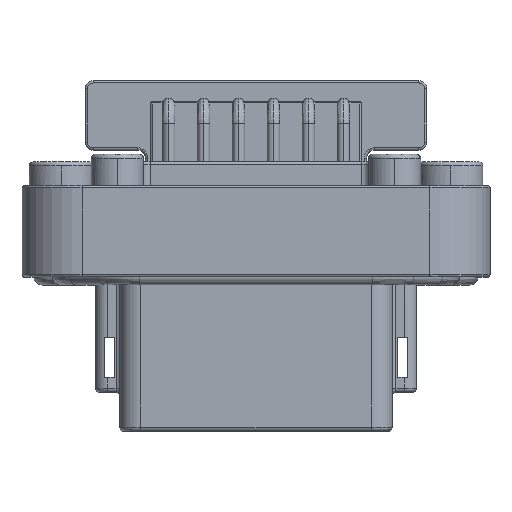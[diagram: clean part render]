
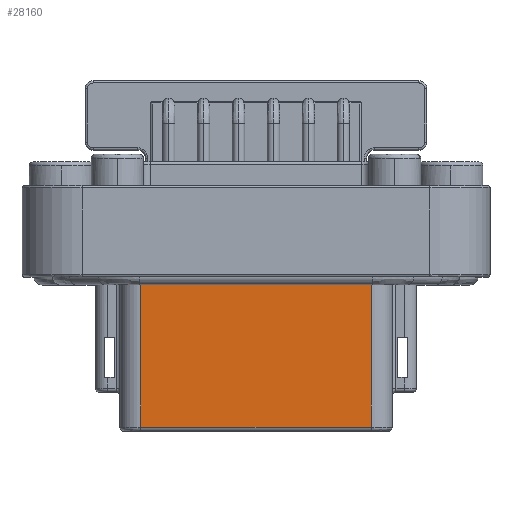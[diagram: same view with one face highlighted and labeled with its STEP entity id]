
A CAD part, top view. The second image highlights one B-rep face of the part: STEP entity #28160.
In plain terms, the highlighted planar face has unit normal (0, 0, 1).
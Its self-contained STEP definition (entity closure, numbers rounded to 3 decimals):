
#373 = CARTESIAN_POINT ( 'NONE',  ( -14.605, 0., 11.1 ) ) ;
#977 = LINE ( 'NONE', #373, #20010 ) ;
#8022 = VERTEX_POINT ( 'NONE', #11556 ) ;
#10943 = LINE ( 'NONE', #13461, #36602 ) ;
#11512 = DIRECTION ( 'NONE',  ( 1., 0., 0. ) ) ;
#11556 = CARTESIAN_POINT ( 'NONE',  ( 14.605, 0.29, 11.1 ) ) ;
#11665 = PLANE ( 'NONE',  #13448 ) ;
#13448 = AXIS2_PLACEMENT_3D ( 'NONE', #18809, #38369, #11512 ) ;
#13461 = CARTESIAN_POINT ( 'NONE',  ( 14.605, 25.783, 11.1 ) ) ;
#14477 = CARTESIAN_POINT ( 'NONE',  ( -17.205, 0.29, 11.1 ) ) ;
#15410 = EDGE_CURVE ( 'NONE', #41574, #8022, #40737, .T. ) ;
#17331 = ORIENTED_EDGE ( 'NONE', *, *, #28564, .F. ) ;
#17826 = CARTESIAN_POINT ( 'NONE',  ( 0., 19.39, 11.1 ) ) ;
#18118 = CARTESIAN_POINT ( 'NONE',  ( -14.605, 0.29, 11.1 ) ) ;
#18809 = CARTESIAN_POINT ( 'NONE',  ( -17.205, 0., 11.1 ) ) ;
#19484 = DIRECTION ( 'NONE',  ( 0., -1., 0. ) ) ;
#20010 = VECTOR ( 'NONE', #19484, 1000. ) ;
#21678 = FACE_OUTER_BOUND ( 'NONE', #24050, .T. ) ;
#22548 = VERTEX_POINT ( 'NONE', #34938 ) ;
#22945 = EDGE_CURVE ( 'NONE', #36127, #41574, #977, .T. ) ;
#24050 = EDGE_LOOP ( 'NONE', ( #44320, #28074, #17331, #49425 ) ) ;
#27632 = VECTOR ( 'NONE', #37344, 1000. ) ;
#28074 = ORIENTED_EDGE ( 'NONE', *, *, #15410, .T. ) ;
#28160 = ADVANCED_FACE ( 'NONE', ( #21678 ), #11665, .T. ) ;
#28564 = EDGE_CURVE ( 'NONE', #22548, #8022, #10943, .T. ) ;
#33578 = EDGE_CURVE ( 'NONE', #36127, #22548, #44869, .T. ) ;
#34938 = CARTESIAN_POINT ( 'NONE',  ( 14.605, 19.39, 11.1 ) ) ;
#36127 = VERTEX_POINT ( 'NONE', #36721 ) ;
#36602 = VECTOR ( 'NONE', #48049, 1000. ) ;
#36721 = CARTESIAN_POINT ( 'NONE',  ( -14.605, 19.39, 11.1 ) ) ;
#37344 = DIRECTION ( 'NONE',  ( 1., 0., 0. ) ) ;
#37568 = DIRECTION ( 'NONE',  ( 1., 0., 0. ) ) ;
#38369 = DIRECTION ( 'NONE',  ( 0., 0., 1. ) ) ;
#40737 = LINE ( 'NONE', #14477, #27632 ) ;
#41574 = VERTEX_POINT ( 'NONE', #18118 ) ;
#44320 = ORIENTED_EDGE ( 'NONE', *, *, #22945, .T. ) ;
#44869 = LINE ( 'NONE', #17826, #46077 ) ;
#46077 = VECTOR ( 'NONE', #37568, 1000. ) ;
#48049 = DIRECTION ( 'NONE',  ( 0., -1., 0. ) ) ;
#49425 = ORIENTED_EDGE ( 'NONE', *, *, #33578, .F. ) ;
